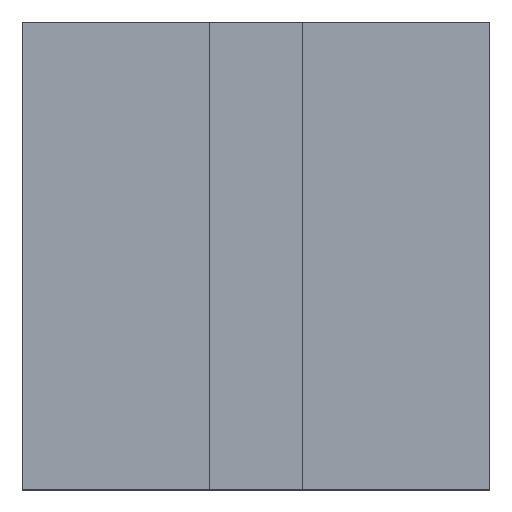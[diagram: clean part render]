
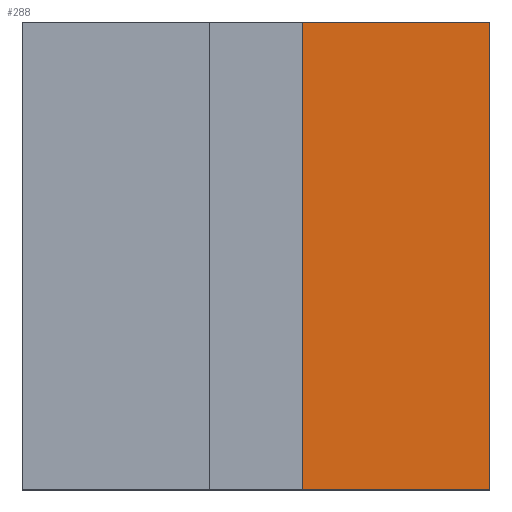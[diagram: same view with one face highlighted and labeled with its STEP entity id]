
A CAD part, top view. The second image highlights one B-rep face of the part: STEP entity #288.
In plain terms, the highlighted planar face has unit normal (0, 0, 1).
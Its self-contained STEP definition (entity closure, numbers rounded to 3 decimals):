
#288 = ADVANCED_FACE( '', ( #581 ), #582, .F. );
#581 = FACE_OUTER_BOUND( '', #903, .T. );
#582 = PLANE( '', #904 );
#903 = EDGE_LOOP( '', ( #1623, #1624, #1625, #1626 ) );
#904 = AXIS2_PLACEMENT_3D( '', #1627, #1628, #1629 );
#1623 = ORIENTED_EDGE( '', *, *, #2335, .F. );
#1624 = ORIENTED_EDGE( '', *, *, #2257, .F. );
#1625 = ORIENTED_EDGE( '', *, *, #2336, .F. );
#1626 = ORIENTED_EDGE( '', *, *, #2286, .F. );
#1627 = CARTESIAN_POINT( '', ( 0., 0., 0. ) );
#1628 = DIRECTION( '', ( 0., 0., -1. ) );
#1629 = DIRECTION( '', ( -1., 0., 0. ) );
#2257 = EDGE_CURVE( '', #2723, #2725, #2726, .T. );
#2286 = EDGE_CURVE( '', #2764, #2766, #2767, .T. );
#2335 = EDGE_CURVE( '', #2725, #2764, #2835, .T. );
#2336 = EDGE_CURVE( '', #2766, #2723, #2836, .T. );
#2723 = VERTEX_POINT( '', #3620 );
#2725 = VERTEX_POINT( '', #3623 );
#2726 = LINE( '', #3624, #3625 );
#2764 = VERTEX_POINT( '', #3693 );
#2766 = VERTEX_POINT( '', #3696 );
#2767 = LINE( '', #3697, #3698 );
#2835 = LINE( '', #3834, #3835 );
#2836 = LINE( '', #3836, #3837 );
#3620 = CARTESIAN_POINT( '', ( -1.5, 0.6, 0. ) );
#3623 = CARTESIAN_POINT( '', ( 1.5, 0.6, 0. ) );
#3624 = CARTESIAN_POINT( '', ( -1.5, 0.6, 0. ) );
#3625 = VECTOR( '', #4154, 1000. );
#3693 = CARTESIAN_POINT( '', ( 1.5, -0.6, 0. ) );
#3696 = CARTESIAN_POINT( '', ( -1.5, -0.6, 0. ) );
#3697 = CARTESIAN_POINT( '', ( 1.5, -0.6, 0. ) );
#3698 = VECTOR( '', #4164, 1000. );
#3834 = CARTESIAN_POINT( '', ( 1.5, 0.6, 0. ) );
#3835 = VECTOR( '', #4181, 1000. );
#3836 = CARTESIAN_POINT( '', ( -1.5, -0.6, 0. ) );
#3837 = VECTOR( '', #4182, 1000. );
#4154 = DIRECTION( '', ( 1., 0., 0. ) );
#4164 = DIRECTION( '', ( -1., 0., 0. ) );
#4181 = DIRECTION( '', ( 0., -1., 0. ) );
#4182 = DIRECTION( '', ( 0., 1., 0. ) );
